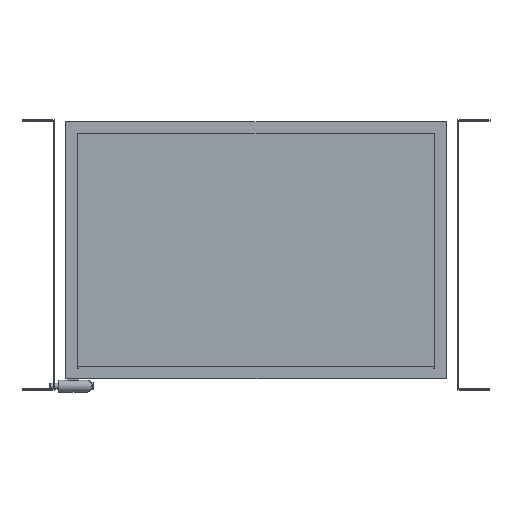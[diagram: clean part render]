
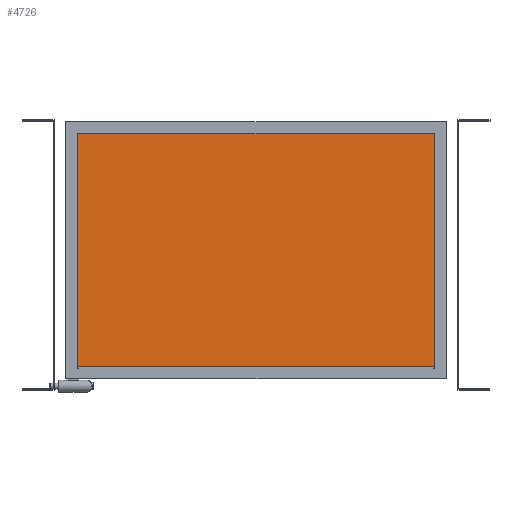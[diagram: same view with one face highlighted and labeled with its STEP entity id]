
A CAD part, top view. The second image highlights one B-rep face of the part: STEP entity #4726.
In plain terms, the highlighted planar face has unit normal (0, 0, 1).
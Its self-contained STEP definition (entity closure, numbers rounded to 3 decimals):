
#348=PLANE('',#5059);
#550=FACE_OUTER_BOUND('',#797,.T.);
#797=EDGE_LOOP('',(#4189,#4190,#4191,#4192));
#1249=LINE('',#8699,#1719);
#1253=LINE('',#8707,#1723);
#1256=LINE('',#8713,#1726);
#1257=LINE('',#8714,#1727);
#1719=VECTOR('',#6053,10.);
#1723=VECTOR('',#6059,10.);
#1726=VECTOR('',#6064,10.);
#1727=VECTOR('',#6065,10.);
#2269=VERTEX_POINT('',#8697);
#2270=VERTEX_POINT('',#8698);
#2273=VERTEX_POINT('',#8706);
#2275=VERTEX_POINT('',#8712);
#2923=EDGE_CURVE('',#2269,#2270,#1249,.T.);
#2927=EDGE_CURVE('',#2273,#2269,#1253,.T.);
#2930=EDGE_CURVE('',#2270,#2275,#1256,.T.);
#2931=EDGE_CURVE('',#2275,#2273,#1257,.T.);
#4189=ORIENTED_EDGE('',*,*,#2930,.T.);
#4190=ORIENTED_EDGE('',*,*,#2931,.T.);
#4191=ORIENTED_EDGE('',*,*,#2927,.T.);
#4192=ORIENTED_EDGE('',*,*,#2923,.T.);
#4726=ADVANCED_FACE('',(#550),#348,.T.);
#5059=AXIS2_PLACEMENT_3D('',#8711,#6062,#6063);
#6053=DIRECTION('',(1.,0.,0.));
#6059=DIRECTION('',(0.,-1.,0.));
#6062=DIRECTION('center_axis',(0.,0.,
1.));
#6063=DIRECTION('ref_axis',(1.,0.,0.));
#6064=DIRECTION('',(0.,1.,0.));
#6065=DIRECTION('',(-1.,0.,0.));
#8697=CARTESIAN_POINT('',(-321.,-207.75,46.));
#8698=CARTESIAN_POINT('',(321.,-207.75,46.));
#8699=CARTESIAN_POINT('',(-161.25,-207.75,46.));
#8706=CARTESIAN_POINT('',(-321.,224.25,46.));
#8707=CARTESIAN_POINT('',(-321.,117.,46.));
#8711=CARTESIAN_POINT('Origin',(0.,8.25,46.));
#8712=CARTESIAN_POINT('',(321.,224.25,46.));
#8713=CARTESIAN_POINT('',(321.,-100.5,46.));
#8714=CARTESIAN_POINT('',(161.25,224.25,46.));
